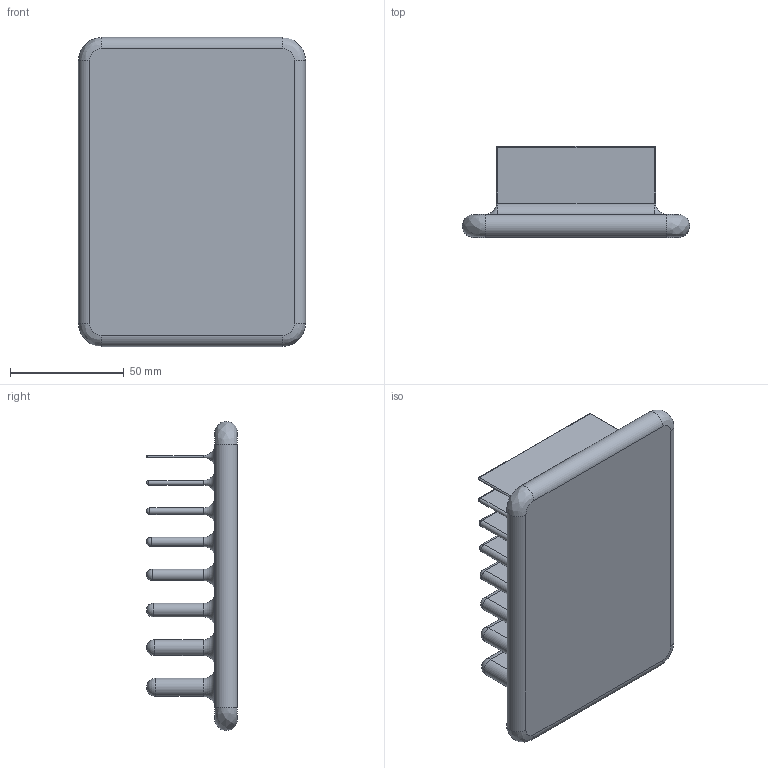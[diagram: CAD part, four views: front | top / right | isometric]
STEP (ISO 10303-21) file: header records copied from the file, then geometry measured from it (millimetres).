
FILE_DESCRIPTION((''),'2;1');
FILE_NAME('BENCHMARK_WANDDICKE','2023-11-06T20:01:46',('jpusi'),(''),'CREO PARAMETRIC BY PTC INC, 2018400','CREO PARAMETRIC BY PTC INC, 2018400','');
FILE_SCHEMA(('CONFIG_CONTROL_DESIGN'));
Length unit declared in the file: millimetre
Products named in the file (1): BENCHMARK_WANDDICKE
Bounding box: 100 x 40 x 136 mm (x, y, z)
Volume: 209582.6 mm3; surface area: 60879.2 mm2
Topology: 1 solids, 1 shells, 91 faces, 232 edges, 128 vertices
Faces by surface type: cylinder 37, plane 18, torus 16, sphere 16, bspline 4
Entity records: 2772 total; most frequent: CARTESIAN_POINT 543, DIRECTION 526, ORIENTED_EDGE 432, AXIS2_PLACEMENT_3D 223, EDGE_CURVE 216, CIRCLE 136, VERTEX_POINT 128, EDGE_LOOP 92
